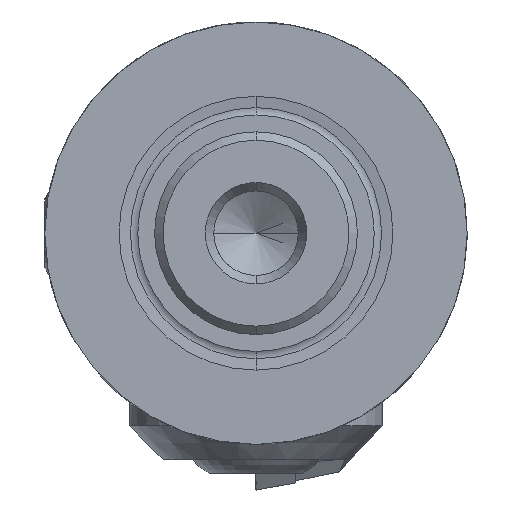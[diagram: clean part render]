
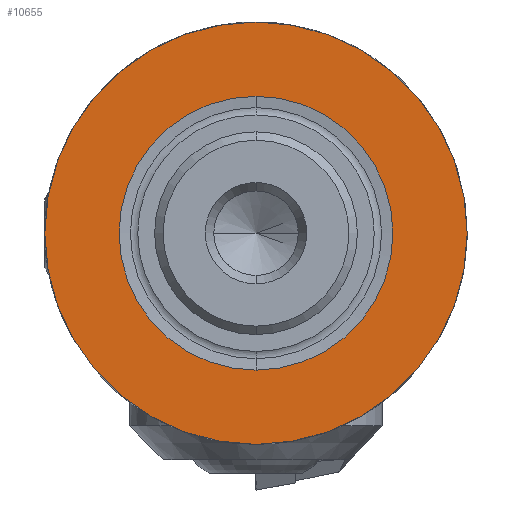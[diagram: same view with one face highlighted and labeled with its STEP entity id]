
A CAD part, left-side view. The second image highlights one B-rep face of the part: STEP entity #10655.
In plain terms, the highlighted planar face has unit normal (-1, 0, 0).
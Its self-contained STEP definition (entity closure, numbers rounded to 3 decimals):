
#473 = CARTESIAN_POINT ( 'NONE',  ( 0., 0., 8.103 ) ) ;
#596 = ORIENTED_EDGE ( 'NONE', *, *, #9839, .F. ) ;
#1563 = CARTESIAN_POINT ( 'NONE',  ( 0., 0., -12.5 ) ) ;
#1571 = CIRCLE ( 'NONE', #24496, 12.5 ) ;
#1687 = ORIENTED_EDGE ( 'NONE', *, *, #1750, .T. ) ;
#1706 = VERTEX_POINT ( 'NONE', #10146 ) ;
#1750 = EDGE_CURVE ( 'NONE', #21276, #2247, #1571, .T. ) ;
#1855 = CARTESIAN_POINT ( 'NONE',  ( 0., 0., 12.5 ) ) ;
#2247 = VERTEX_POINT ( 'NONE', #1855 ) ;
#2844 = DIRECTION ( 'NONE',  ( 1., 0., 0. ) ) ;
#3811 = VERTEX_POINT ( 'NONE', #473 ) ;
#4329 = CARTESIAN_POINT ( 'NONE',  ( 0., 0., 0. ) ) ;
#4475 = CIRCLE ( 'NONE', #24602, 12.5 ) ;
#4639 = AXIS2_PLACEMENT_3D ( 'NONE', #16631, #16597, #16549 ) ;
#6584 = DIRECTION ( 'NONE',  ( 0., 0., 1. ) ) ;
#7778 = DIRECTION ( 'NONE',  ( 0., 0., 1. ) ) ;
#7810 = DIRECTION ( 'NONE',  ( -1., 0., 0. ) ) ;
#7844 = CARTESIAN_POINT ( 'NONE',  ( 0., 0., 0. ) ) ;
#7845 = EDGE_CURVE ( 'NONE', #3811, #1706, #26365, .T. ) ;
#9839 = EDGE_CURVE ( 'NONE', #1706, #3811, #28090, .T. ) ;
#10146 = CARTESIAN_POINT ( 'NONE',  ( 0., 0., -8.103 ) ) ;
#10655 = ADVANCED_FACE ( 'NONE', ( #21002, #13951 ), #24538, .F. ) ;
#11726 = CARTESIAN_POINT ( 'NONE',  ( 0., 8.103, 0. ) ) ;
#13951 = FACE_OUTER_BOUND ( 'NONE', #14092, .T. ) ;
#14092 = EDGE_LOOP ( 'NONE', ( #23460, #1687 ) ) ;
#14099 = EDGE_CURVE ( 'NONE', #2247, #21276, #4475, .T. ) ;
#15215 = ORIENTED_EDGE ( 'NONE', *, *, #7845, .F. ) ;
#16549 = DIRECTION ( 'NONE',  ( 0., 0., 1. ) ) ;
#16597 = DIRECTION ( 'NONE',  ( -1., 0., 0. ) ) ;
#16631 = CARTESIAN_POINT ( 'NONE',  ( 0., 0., 0. ) ) ;
#17981 = DIRECTION ( 'NONE',  ( 0., 0., 1. ) ) ;
#18041 = DIRECTION ( 'NONE',  ( -1., 0., 0. ) ) ;
#18195 = CARTESIAN_POINT ( 'NONE',  ( 0., 0., 0. ) ) ;
#18241 = DIRECTION ( 'NONE',  ( 0., 0., -1. ) ) ;
#18585 = AXIS2_PLACEMENT_3D ( 'NONE', #18195, #18041, #17981 ) ;
#18780 = EDGE_LOOP ( 'NONE', ( #15215, #596 ) ) ;
#19619 = DIRECTION ( 'NONE',  ( -1., 0., 0. ) ) ;
#21002 = FACE_BOUND ( 'NONE', #18780, .T. ) ;
#21276 = VERTEX_POINT ( 'NONE', #1563 ) ;
#23460 = ORIENTED_EDGE ( 'NONE', *, *, #14099, .T. ) ;
#23902 = AXIS2_PLACEMENT_3D ( 'NONE', #11726, #2844, #18241 ) ;
#24496 = AXIS2_PLACEMENT_3D ( 'NONE', #7844, #7810, #7778 ) ;
#24538 = PLANE ( 'NONE',  #23902 ) ;
#24602 = AXIS2_PLACEMENT_3D ( 'NONE', #4329, #19619, #6584 ) ;
#26365 = CIRCLE ( 'NONE', #18585, 8.103 ) ;
#28090 = CIRCLE ( 'NONE', #4639, 8.103 ) ;
